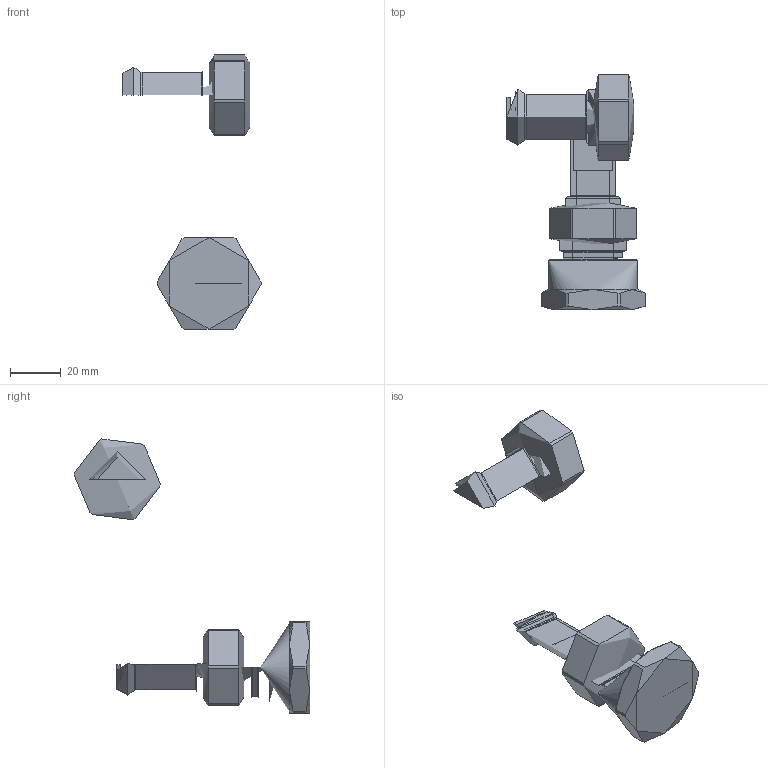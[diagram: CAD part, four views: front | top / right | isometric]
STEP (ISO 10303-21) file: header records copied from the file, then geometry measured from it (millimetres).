
FILE_DESCRIPTION(('FreeCAD Model'),'2;1');
FILE_NAME('Open CASCADE Shape Model','2025-10-20T14:59:31',('Author'),( ''),'Open CASCADE STEP processor 7.8','FreeCAD','Unknown');
FILE_SCHEMA(('AUTOMOTIVE_DESIGN { 1 0 10303 214 1 1 1 1 }'));
Length unit declared in the file: millimetre
Products named in the file (12): Unnamed39; COMPOUND; COMPOUND001; X-Achse; XY-Ebene; COMPOUND002; COMPOUND003; COMPOUND004; COMPOUND005; COMPOUND006; COMPOUND007; ASSEMBLY
Assembly tree (46 placements, depth 4):
  Unnamed39
    COMPOUND
    COMPOUND001
      COMPOUND
    X-Achse  x15
    XY-Ebene  x15
    COMPOUND002
    COMPOUND003
      COMPOUND002
    COMPOUND004
    COMPOUND005
      COMPOUND004
    COMPOUND006
    COMPOUND007
      COMPOUND006
    ASSEMBLY
      COMPOUND003
        COMPOUND002
      COMPOUND005
        COMPOUND004
      COMPOUND007
        COMPOUND006
Bounding box: 54.43 x 92.7 x 107.92 mm (x, y, z)
Volume: 61647.1 mm3; surface area: 43483.8 mm2
Topology: 11 solids, 11 shells, 234 faces, 669 edges, 464 vertices
Faces by surface type: bspline 234
Entity records: 4202 total; most frequent: CARTESIAN_POINT 2356, ORIENTED_EDGE 514, EDGE_CURVE 257, VERTEX_POINT 181, FACE_BOUND 108, EDGE_LOOP 108, DIRECTION 95, ADVANCED_FACE 93
